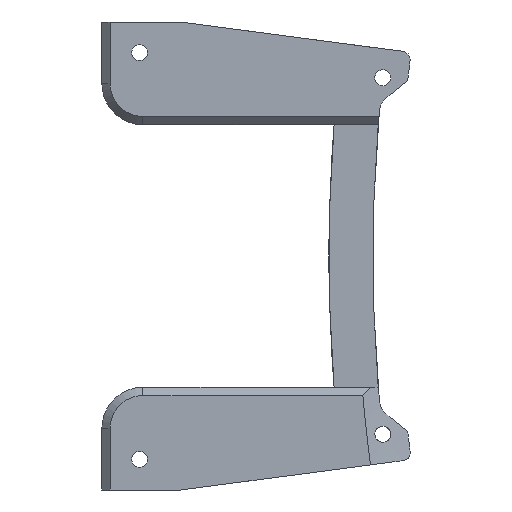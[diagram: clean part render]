
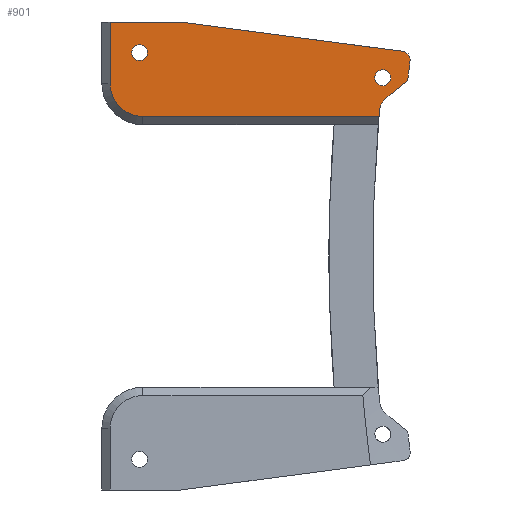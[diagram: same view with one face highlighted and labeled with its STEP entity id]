
A CAD part, left-side view. The second image highlights one B-rep face of the part: STEP entity #901.
In plain terms, the highlighted planar face has unit normal (-1, 0, 0).
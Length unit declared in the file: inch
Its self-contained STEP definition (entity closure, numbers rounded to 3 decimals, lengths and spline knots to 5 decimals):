
#41=FACE_BOUND('',#108,.T.);
#42=FACE_BOUND('',#109,.T.);
#58=FACE_OUTER_BOUND('',#107,.T.);
#107=EDGE_LOOP('',(#615,#616,#617,#618,#619,#620,#621,#622,#623,#624));
#108=EDGE_LOOP('',(#625));
#109=EDGE_LOOP('',(#626));
#162=LINE('',#1345,#248);
#168=LINE('',#1360,#254);
#169=LINE('',#1367,#255);
#170=LINE('',#1373,#256);
#171=LINE('',#1374,#257);
#248=VECTOR('',#1072,0.3937);
#254=VECTOR('',#1086,0.3937);
#255=VECTOR('',#1093,0.3937);
#256=VECTOR('',#1098,0.3937);
#257=VECTOR('',#1099,0.3937);
#335=CIRCLE('',#973,0.2);
#336=CIRCLE('',#976,9.5875);
#337=CIRCLE('',#977,0.125);
#338=CIRCLE('',#978,9.435);
#339=CIRCLE('',#979,0.05);
#340=CIRCLE('',#980,0.04841);
#341=CIRCLE('',#981,0.04841);
#379=VERTEX_POINT('',#1342);
#380=VERTEX_POINT('',#1344);
#382=VERTEX_POINT('',#1350);
#384=VERTEX_POINT('',#1356);
#386=VERTEX_POINT('',#1362);
#387=VERTEX_POINT('',#1364);
#388=VERTEX_POINT('',#1366);
#389=VERTEX_POINT('',#1368);
#390=VERTEX_POINT('',#1370);
#391=VERTEX_POINT('',#1372);
#392=VERTEX_POINT('',#1375);
#393=VERTEX_POINT('',#1377);
#468=EDGE_CURVE('',#379,#380,#162,.T.);
#473=EDGE_CURVE('',#380,#382,#335,.T.);
#476=EDGE_CURVE('',#382,#384,#168,.T.);
#477=EDGE_CURVE('',#379,#386,#336,.T.);
#478=EDGE_CURVE('',#387,#386,#337,.T.);
#479=EDGE_CURVE('',#387,#388,#169,.T.);
#480=EDGE_CURVE('',#389,#388,#338,.T.);
#481=EDGE_CURVE('',#390,#389,#339,.T.);
#482=EDGE_CURVE('',#391,#390,#170,.T.);
#483=EDGE_CURVE('',#384,#391,#171,.T.);
#484=EDGE_CURVE('',#392,#392,#340,.T.);
#485=EDGE_CURVE('',#393,#393,#341,.T.);
#615=ORIENTED_EDGE('',*,*,#476,.F.);
#616=ORIENTED_EDGE('',*,*,#473,.F.);
#617=ORIENTED_EDGE('',*,*,#468,.F.);
#618=ORIENTED_EDGE('',*,*,#477,.T.);
#619=ORIENTED_EDGE('',*,*,#478,.F.);
#620=ORIENTED_EDGE('',*,*,#479,.T.);
#621=ORIENTED_EDGE('',*,*,#480,.F.);
#622=ORIENTED_EDGE('',*,*,#481,.F.);
#623=ORIENTED_EDGE('',*,*,#482,.F.);
#624=ORIENTED_EDGE('',*,*,#483,.F.);
#625=ORIENTED_EDGE('',*,*,#484,.T.);
#626=ORIENTED_EDGE('',*,*,#485,.T.);
#874=PLANE('',#975);
#901=ADVANCED_FACE('',(#58,#41,#42),#874,.F.);
#973=AXIS2_PLACEMENT_3D('',#1354,#1080,#1081);
#975=AXIS2_PLACEMENT_3D('',#1361,#1087,#1088);
#976=AXIS2_PLACEMENT_3D('',#1363,#1089,#1090);
#977=AXIS2_PLACEMENT_3D('',#1365,#1091,#1092);
#978=AXIS2_PLACEMENT_3D('',#1369,#1094,#1095);
#979=AXIS2_PLACEMENT_3D('',#1371,#1096,#1097);
#980=AXIS2_PLACEMENT_3D('',#1376,#1100,#1101);
#981=AXIS2_PLACEMENT_3D('',#1378,#1102,#1103);
#1072=DIRECTION('',(0.,1.,0.));
#1080=DIRECTION('center_axis',(1.,0.,0.));
#1081=DIRECTION('ref_axis',(0.,0.707,-0.707));
#1086=DIRECTION('',(0.,0.,1.));
#1087=DIRECTION('center_axis',(1.,0.,0.));
#1088=DIRECTION('ref_axis',(0.,0.,-1.));
#1089=DIRECTION('center_axis',(1.,0.,0.));
#1090=DIRECTION('ref_axis',(0.,0.995,0.097));
#1091=DIRECTION('center_axis',(-1.,0.,0.));
#1092=DIRECTION('ref_axis',(0.,0.881,0.474));
#1093=DIRECTION('',(0.,-0.78,0.626));
#1094=DIRECTION('center_axis',(-1.,0.,0.));
#1095=DIRECTION('ref_axis',(0.,-0.991,0.131));
#1096=DIRECTION('center_axis',(1.,0.,0.));
#1097=DIRECTION('ref_axis',(0.,-0.792,0.61));
#1098=DIRECTION('',(0.,-0.991,-0.131));
#1099=DIRECTION('',(0.,-1.,0.));
#1100=DIRECTION('center_axis',(1.,0.,0.));
#1101=DIRECTION('ref_axis',(0.,1.,0.));
#1102=DIRECTION('center_axis',(1.,0.,0.));
#1103=DIRECTION('ref_axis',(0.,1.,0.));
#1342=CARTESIAN_POINT('',(0.,9.54975,0.85));
#1344=CARTESIAN_POINT('',(0.,10.987,0.85));
#1345=CARTESIAN_POINT('',(0.,9.91606,0.85));
#1350=CARTESIAN_POINT('',(0.,11.187,1.05));
#1354=CARTESIAN_POINT('Origin',(0.,10.987,1.05));
#1356=CARTESIAN_POINT('',(0.,11.187,1.425));
#1360=CARTESIAN_POINT('',(0.,11.187,0.4));
#1361=CARTESIAN_POINT('Origin',(0.,10.29511,0.));
#1362=CARTESIAN_POINT('',(0.,9.54696,0.88072));
#1363=CARTESIAN_POINT('Origin',(0.,0.,0.));
#1364=CARTESIAN_POINT('',(0.,9.50069,0.96675));
#1365=CARTESIAN_POINT('Origin',(0.,9.42249,0.86924));
#1366=CARTESIAN_POINT('',(0.,9.37435,1.06807));
#1367=CARTESIAN_POINT('',(0.,9.99897,0.56716));
#1368=CARTESIAN_POINT('',(0.,9.35963,1.19016));
#1369=CARTESIAN_POINT('Origin',(0.,0.,0.));
#1370=CARTESIAN_POINT('',(0.,9.40268,1.24604));
#1371=CARTESIAN_POINT('Origin',(0.,9.40923,1.19647));
#1372=CARTESIAN_POINT('',(0.,10.75656,1.425));
#1373=CARTESIAN_POINT('',(0.,10.75656,1.425));
#1374=CARTESIAN_POINT('',(0.,11.237,1.425));
#1375=CARTESIAN_POINT('',(0.,10.95859,1.2375));
#1376=CARTESIAN_POINT('Origin',(0.,11.007,1.2375));
#1377=CARTESIAN_POINT('',(0.,9.47746,1.08534));
#1378=CARTESIAN_POINT('Origin',(0.,9.52587,1.08534));
